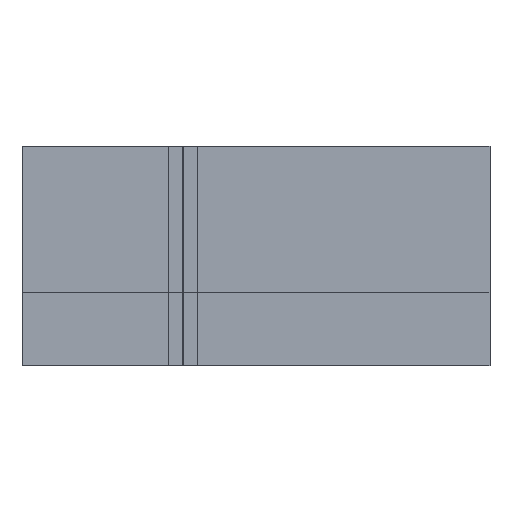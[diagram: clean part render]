
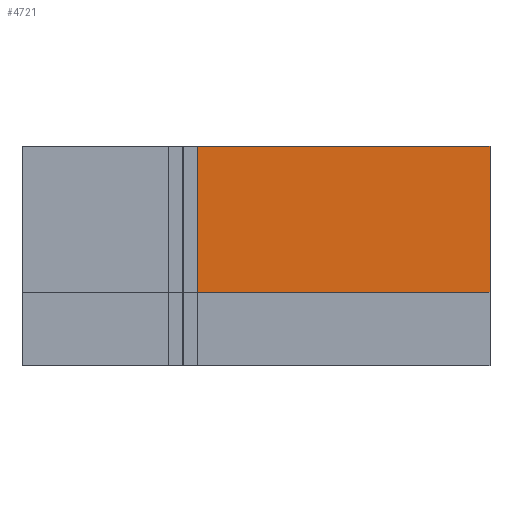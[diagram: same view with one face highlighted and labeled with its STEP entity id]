
A CAD part, top view. The second image highlights one B-rep face of the part: STEP entity #4721.
In plain terms, the highlighted planar face has unit normal (0, 0, 1).
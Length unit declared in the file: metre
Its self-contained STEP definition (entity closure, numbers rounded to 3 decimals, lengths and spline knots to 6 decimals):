
#3521 = VERTEX_POINT('',#3522);
#3522 = CARTESIAN_POINT('',(0.0105,0.000102,0.001));
#3675 = VERTEX_POINT('',#3676);
#3676 = CARTESIAN_POINT('',(0.0105,0.100102,0.001));
#3683 = PLANE('',#3684);
#3684 = AXIS2_PLACEMENT_3D('',#3685,#3686,#3687);
#3685 = CARTESIAN_POINT('',(0.0105,0.100102,0.));
#3686 = DIRECTION('',(1.,0.,-0.));
#3687 = DIRECTION('',(0.,-1.,0.));
#3707 = EDGE_CURVE('',#3675,#3521,#3708,.T.);
#3708 = SURFACE_CURVE('',#3709,(#3713,#3720),.PCURVE_S1.);
#3709 = LINE('',#3710,#3711);
#3710 = CARTESIAN_POINT('',(0.0105,0.100102,0.001));
#3711 = VECTOR('',#3712,1.);
#3712 = DIRECTION('',(0.,-1.,0.));
#3713 = PCURVE('',#3683,#3714);
#3714 = DEFINITIONAL_REPRESENTATION('',(#3715),#3719);
#3715 = LINE('',#3716,#3717);
#3716 = CARTESIAN_POINT('',(0.,-0.001));
#3717 = VECTOR('',#3718,1.);
#3718 = DIRECTION('',(1.,0.));
#3719 = ( GEOMETRIC_REPRESENTATION_CONTEXT(2) 
PARAMETRIC_REPRESENTATION_CONTEXT() REPRESENTATION_CONTEXT('2D SPACE',''
  ) );
#3720 = PCURVE('',#3721,#3726);
#3721 = PLANE('',#3722);
#3722 = AXIS2_PLACEMENT_3D('',#3723,#3724,#3725);
#3723 = CARTESIAN_POINT('',(0.0055,0.050102,0.001));
#3724 = DIRECTION('',(0.,0.,1.));
#3725 = DIRECTION('',(1.,0.,-0.));
#3726 = DEFINITIONAL_REPRESENTATION('',(#3727),#3731);
#3727 = LINE('',#3728,#3729);
#3728 = CARTESIAN_POINT('',(0.005,0.05));
#3729 = VECTOR('',#3730,1.);
#3730 = DIRECTION('',(0.,-1.));
#3731 = ( GEOMETRIC_REPRESENTATION_CONTEXT(2) 
PARAMETRIC_REPRESENTATION_CONTEXT() REPRESENTATION_CONTEXT('2D SPACE',''
  ) );
#4423 = EDGE_CURVE('',#3521,#4424,#4426,.T.);
#4424 = VERTEX_POINT('',#4425);
#4425 = CARTESIAN_POINT('',(0.2105,0.000102,0.001));
#4426 = SURFACE_CURVE('',#4427,(#4431,#4443),.PCURVE_S1.);
#4427 = LINE('',#4428,#4429);
#4428 = CARTESIAN_POINT('',(0.0105,0.000102,0.001));
#4429 = VECTOR('',#4430,1.);
#4430 = DIRECTION('',(1.,0.,0.));
#4431 = PCURVE('',#4432,#4437);
#4432 = PLANE('',#4433);
#4433 = AXIS2_PLACEMENT_3D('',#4434,#4435,#4436);
#4434 = CARTESIAN_POINT('',(0.0105,0.000102,0.));
#4435 = DIRECTION('',(0.,1.,0.));
#4436 = DIRECTION('',(1.,0.,0.));
#4437 = DEFINITIONAL_REPRESENTATION('',(#4438),#4442);
#4438 = LINE('',#4439,#4440);
#4439 = CARTESIAN_POINT('',(0.,-0.001));
#4440 = VECTOR('',#4441,1.);
#4441 = DIRECTION('',(1.,0.));
#4442 = ( GEOMETRIC_REPRESENTATION_CONTEXT(2) 
PARAMETRIC_REPRESENTATION_CONTEXT() REPRESENTATION_CONTEXT('2D SPACE',''
  ) );
#4443 = PCURVE('',#4444,#4449);
#4444 = PLANE('',#4445);
#4445 = AXIS2_PLACEMENT_3D('',#4446,#4447,#4448);
#4446 = CARTESIAN_POINT('',(0.1105,0.000051,0.001));
#4447 = DIRECTION('',(0.,0.,1.));
#4448 = DIRECTION('',(1.,0.,-0.));
#4449 = DEFINITIONAL_REPRESENTATION('',(#4450),#4454);
#4450 = LINE('',#4451,#4452);
#4451 = CARTESIAN_POINT('',(-0.1,0.));
#4452 = VECTOR('',#4453,1.);
#4453 = DIRECTION('',(1.,0.));
#4454 = ( GEOMETRIC_REPRESENTATION_CONTEXT(2) 
PARAMETRIC_REPRESENTATION_CONTEXT() REPRESENTATION_CONTEXT('2D SPACE',''
  ) );
#4581 = VERTEX_POINT('',#4582);
#4582 = CARTESIAN_POINT('',(0.2105,0.100102,0.001));
#4589 = PLANE('',#4590);
#4590 = AXIS2_PLACEMENT_3D('',#4591,#4592,#4593);
#4591 = CARTESIAN_POINT('',(0.2105,0.100102,0.));
#4592 = DIRECTION('',(1.,0.,-0.));
#4593 = DIRECTION('',(0.,-1.,0.));
#4601 = PLANE('',#4602);
#4602 = AXIS2_PLACEMENT_3D('',#4603,#4604,#4605);
#4603 = CARTESIAN_POINT('',(0.0105,0.100102,0.));
#4604 = DIRECTION('',(0.,1.,0.));
#4605 = DIRECTION('',(1.,0.,0.));
#4613 = EDGE_CURVE('',#4581,#4424,#4614,.T.);
#4614 = SURFACE_CURVE('',#4615,(#4619,#4626),.PCURVE_S1.);
#4615 = LINE('',#4616,#4617);
#4616 = CARTESIAN_POINT('',(0.2105,0.100102,0.001));
#4617 = VECTOR('',#4618,1.);
#4618 = DIRECTION('',(0.,-1.,0.));
#4619 = PCURVE('',#4589,#4620);
#4620 = DEFINITIONAL_REPRESENTATION('',(#4621),#4625);
#4621 = LINE('',#4622,#4623);
#4622 = CARTESIAN_POINT('',(0.,-0.001));
#4623 = VECTOR('',#4624,1.);
#4624 = DIRECTION('',(1.,0.));
#4625 = ( GEOMETRIC_REPRESENTATION_CONTEXT(2) 
PARAMETRIC_REPRESENTATION_CONTEXT() REPRESENTATION_CONTEXT('2D SPACE',''
  ) );
#4626 = PCURVE('',#4627,#4632);
#4627 = PLANE('',#4628);
#4628 = AXIS2_PLACEMENT_3D('',#4629,#4630,#4631);
#4629 = CARTESIAN_POINT('',(0.1105,0.050102,0.001));
#4630 = DIRECTION('',(0.,0.,1.));
#4631 = DIRECTION('',(1.,0.,-0.));
#4632 = DEFINITIONAL_REPRESENTATION('',(#4633),#4637);
#4633 = LINE('',#4634,#4635);
#4634 = CARTESIAN_POINT('',(0.1,0.05));
#4635 = VECTOR('',#4636,1.);
#4636 = DIRECTION('',(0.,-1.));
#4637 = ( GEOMETRIC_REPRESENTATION_CONTEXT(2) 
PARAMETRIC_REPRESENTATION_CONTEXT() REPRESENTATION_CONTEXT('2D SPACE',''
  ) );
#4670 = EDGE_CURVE('',#3675,#4581,#4671,.T.);
#4671 = SURFACE_CURVE('',#4672,(#4676,#4683),.PCURVE_S1.);
#4672 = LINE('',#4673,#4674);
#4673 = CARTESIAN_POINT('',(0.0105,0.100102,0.001));
#4674 = VECTOR('',#4675,1.);
#4675 = DIRECTION('',(1.,0.,0.));
#4676 = PCURVE('',#4601,#4677);
#4677 = DEFINITIONAL_REPRESENTATION('',(#4678),#4682);
#4678 = LINE('',#4679,#4680);
#4679 = CARTESIAN_POINT('',(0.,-0.001));
#4680 = VECTOR('',#4681,1.);
#4681 = DIRECTION('',(1.,0.));
#4682 = ( GEOMETRIC_REPRESENTATION_CONTEXT(2) 
PARAMETRIC_REPRESENTATION_CONTEXT() REPRESENTATION_CONTEXT('2D SPACE',''
  ) );
#4683 = PCURVE('',#4627,#4684);
#4684 = DEFINITIONAL_REPRESENTATION('',(#4685),#4689);
#4685 = LINE('',#4686,#4687);
#4686 = CARTESIAN_POINT('',(-0.1,0.05));
#4687 = VECTOR('',#4688,1.);
#4688 = DIRECTION('',(1.,0.));
#4689 = ( GEOMETRIC_REPRESENTATION_CONTEXT(2) 
PARAMETRIC_REPRESENTATION_CONTEXT() REPRESENTATION_CONTEXT('2D SPACE',''
  ) );
#4721 = ADVANCED_FACE('',(#4722),#4627,.T.);
#4722 = FACE_BOUND('',#4723,.T.);
#4723 = EDGE_LOOP('',(#4724,#4725,#4726,#4727));
#4724 = ORIENTED_EDGE('',*,*,#4613,.F.);
#4725 = ORIENTED_EDGE('',*,*,#4670,.F.);
#4726 = ORIENTED_EDGE('',*,*,#3707,.T.);
#4727 = ORIENTED_EDGE('',*,*,#4423,.T.);
